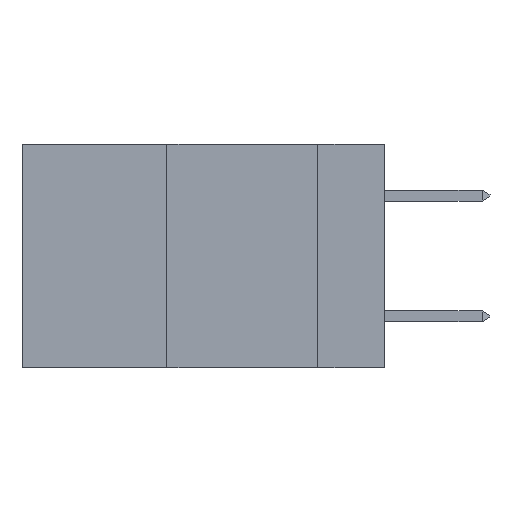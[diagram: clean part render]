
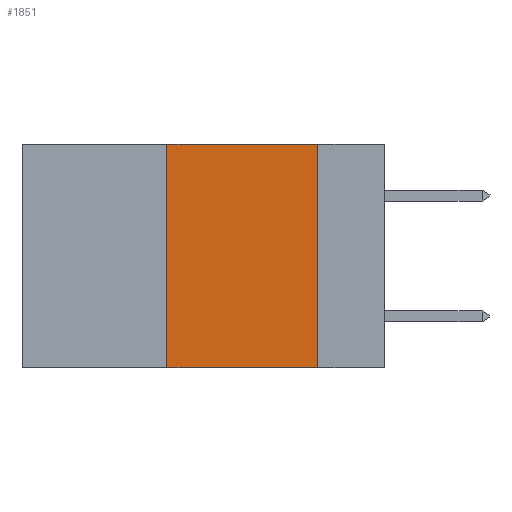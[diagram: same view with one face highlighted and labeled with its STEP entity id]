
A CAD part, left-side view. The second image highlights one B-rep face of the part: STEP entity #1851.
In plain terms, the highlighted planar face has unit normal (-1, 0, 0).
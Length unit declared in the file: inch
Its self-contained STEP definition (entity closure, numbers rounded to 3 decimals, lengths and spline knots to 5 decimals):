
#120 = EDGE_CURVE ( 'NONE', #10209, #8436, #15804, .T. ) ;
#385 = EDGE_CURVE ( 'NONE', #3899, #13222, #1420, .T. ) ;
#627 = DIRECTION ( 'NONE',  ( 0., 0., -1. ) ) ;
#1128 = DIRECTION ( 'NONE',  ( 0., -1., 0. ) ) ;
#1165 = CARTESIAN_POINT ( 'NONE',  ( 0., 0.11, 0. ) ) ;
#1420 = LINE ( 'NONE', #13678, #11299 ) ;
#1851 = ADVANCED_FACE ( 'NONE', ( #15847 ), #9351, .F. ) ;
#2408 = CARTESIAN_POINT ( 'NONE',  ( 0., 0.36, -0.37 ) ) ;
#2832 = AXIS2_PLACEMENT_3D ( 'NONE', #13225, #8215, #627 ) ;
#3198 = LINE ( 'NONE', #1165, #3997 ) ;
#3484 = ORIENTED_EDGE ( 'NONE', *, *, #120, .F. ) ;
#3899 = VERTEX_POINT ( 'NONE', #2408 ) ;
#3997 = VECTOR ( 'NONE', #10260, 39.37008 ) ;
#5199 = VECTOR ( 'NONE', #13051, 39.37008 ) ;
#6932 = CARTESIAN_POINT ( 'NONE',  ( 0., 0.11, 0. ) ) ;
#7559 = ORIENTED_EDGE ( 'NONE', *, *, #13300, .F. ) ;
#8215 = DIRECTION ( 'NONE',  ( 1., 0., 0. ) ) ;
#8436 = VERTEX_POINT ( 'NONE', #6932 ) ;
#8457 = EDGE_LOOP ( 'NONE', ( #9738, #3484, #7559, #12059 ) ) ;
#9351 = PLANE ( 'NONE',  #2832 ) ;
#9570 = CARTESIAN_POINT ( 'NONE',  ( 0., 0.6, 0. ) ) ;
#9738 = ORIENTED_EDGE ( 'NONE', *, *, #16148, .F. ) ;
#10209 = VERTEX_POINT ( 'NONE', #16018 ) ;
#10260 = DIRECTION ( 'NONE',  ( 0., 0., -1. ) ) ;
#11299 = VECTOR ( 'NONE', #1128, 39.37008 ) ;
#12059 = ORIENTED_EDGE ( 'NONE', *, *, #385, .T. ) ;
#12098 = DIRECTION ( 'NONE',  ( 0., 0., 1. ) ) ;
#12218 = CARTESIAN_POINT ( 'NONE',  ( 0., 0.11, -0.37 ) ) ;
#13051 = DIRECTION ( 'NONE',  ( 0., -1., 0. ) ) ;
#13155 = VECTOR ( 'NONE', #12098, 39.37008 ) ;
#13222 = VERTEX_POINT ( 'NONE', #12218 ) ;
#13225 = CARTESIAN_POINT ( 'NONE',  ( 0., 0.6, 0. ) ) ;
#13300 = EDGE_CURVE ( 'NONE', #3899, #10209, #14960, .T. ) ;
#13678 = CARTESIAN_POINT ( 'NONE',  ( 0., 0.6, -0.37 ) ) ;
#14730 = CARTESIAN_POINT ( 'NONE',  ( 0., 0.36, 0. ) ) ;
#14960 = LINE ( 'NONE', #14730, #13155 ) ;
#15804 = LINE ( 'NONE', #9570, #5199 ) ;
#15847 = FACE_OUTER_BOUND ( 'NONE', #8457, .T. ) ;
#16018 = CARTESIAN_POINT ( 'NONE',  ( 0., 0.36, 0. ) ) ;
#16148 = EDGE_CURVE ( 'NONE', #8436, #13222, #3198, .T. ) ;
